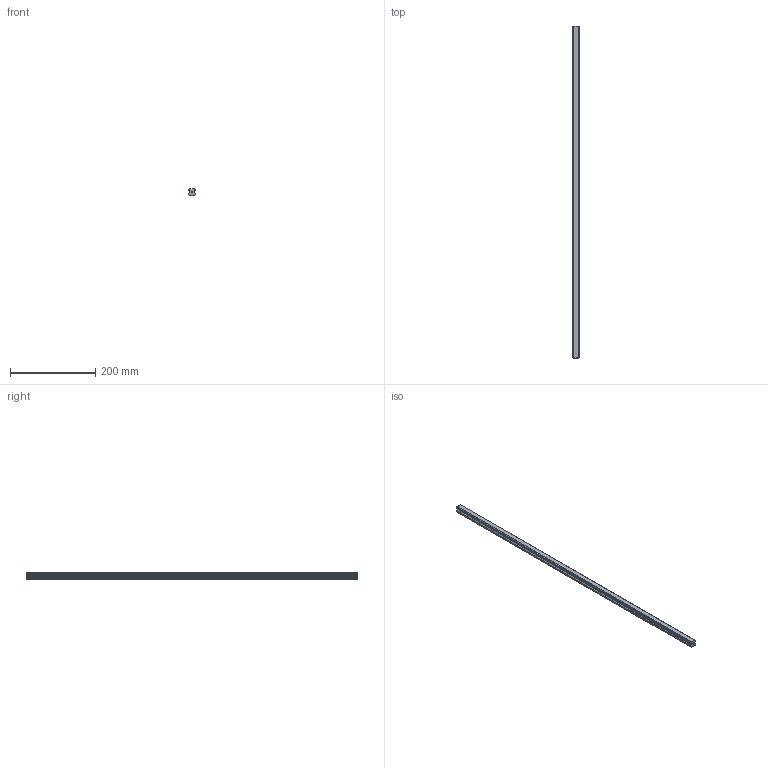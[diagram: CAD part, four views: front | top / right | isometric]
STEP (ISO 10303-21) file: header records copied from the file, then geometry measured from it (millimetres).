
FILE_DESCRIPTION(('STEP AP214'),'1');
FILE_NAME('cctmp_1F41B77C-2DE6-4723-8EFB-1026344289E6_2021_01_19_13_50_25_0953..stp','2021-01-19T12:50:26',('HIWIN GmbH'),('CADClick - www.CADClick.com'),'Spatial InterOp 3D',' ','unknown authorization');
FILE_SCHEMA(('AUTOMOTIVE_DESIGN'));
Length unit declared in the file: millimetre
Products named in the file (1): HGR15T780C_FILE
Bounding box: 15 x 780 x 15 mm (x, y, z)
Volume: 146415.7 mm3; surface area: 49756.6 mm2
Topology: 1 solids, 1 shells, 167 faces, 457 edges, 283 vertices
Faces by surface type: plane 89, cylinder 52, cone 26
Entity records: 6425 total; most frequent: CARTESIAN_POINT 882, DIRECTION 871, ORIENTED_EDGE 862, EDGE_CURVE 431, LINE 327, VECTOR 327, VERTEX_POINT 283, AXIS2_PLACEMENT_3D 272
